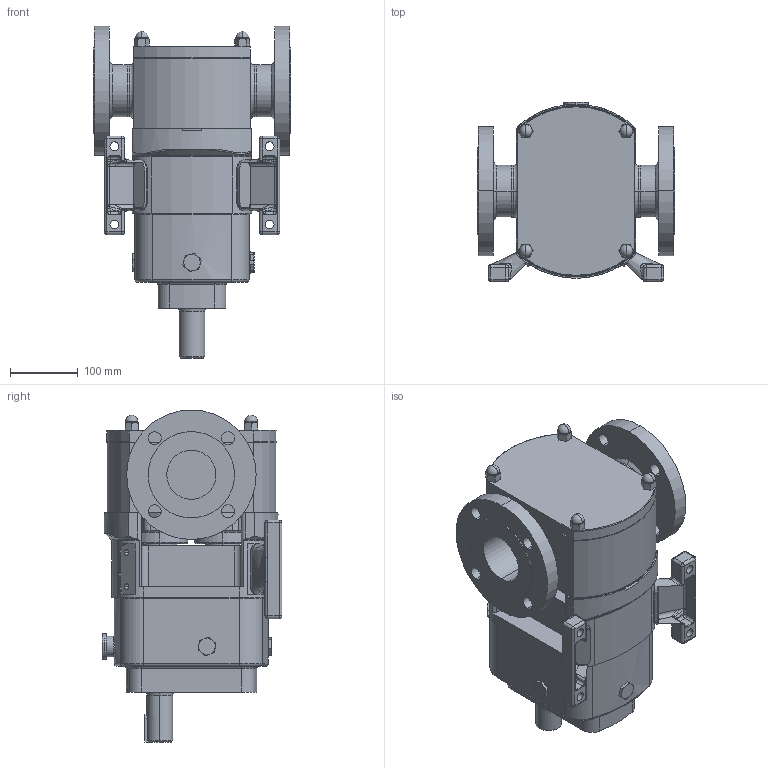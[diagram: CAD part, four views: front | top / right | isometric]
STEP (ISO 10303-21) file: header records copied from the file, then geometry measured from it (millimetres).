
FILE_DESCRIPTION (( 'STEP AP214' ), '1' );
FILE_NAME ('GA4083.STEP', '2024-11-07T16:35:52', ( '' ), ( '' ), 'SwSTEP 2.0', 'SolidWorks 2023', '' );
FILE_SCHEMA (( 'AUTOMOTIVE_DESIGN' ));
Length unit declared in the file: millimetre
Products named in the file (3): Copy of Z94-5301-55 - 3 INCH ASA 150^GA4083; Copy of CP30-0113-07 H T^GA4083; GA4083
Assembly tree (3 placements, depth 2):
  GA4083
    Copy of CP30-0113-07 H T^GA4083
    Copy of Z94-5301-55 - 3 INCH ASA 150^GA4083  x2
Bounding box: 291 x 264.84 x 488.58 mm (x, y, z)
Volume: 13965773.5 mm3; surface area: 694217.7 mm2
Topology: 3 solids, 3 shells, 727 faces, 1836 edges, 1112 vertices
Faces by surface type: plane 267, cylinder 257, bspline 74, torus 68, sphere 32, cone 29
Entity records: 28480 total; most frequent: CARTESIAN_POINT 11966, ORIENTED_EDGE 3504, DIRECTION 3418, EDGE_CURVE 1752, AXIS2_PLACEMENT_3D 1339, VERTEX_POINT 1078, EDGE_LOOP 768, VECTOR 740
